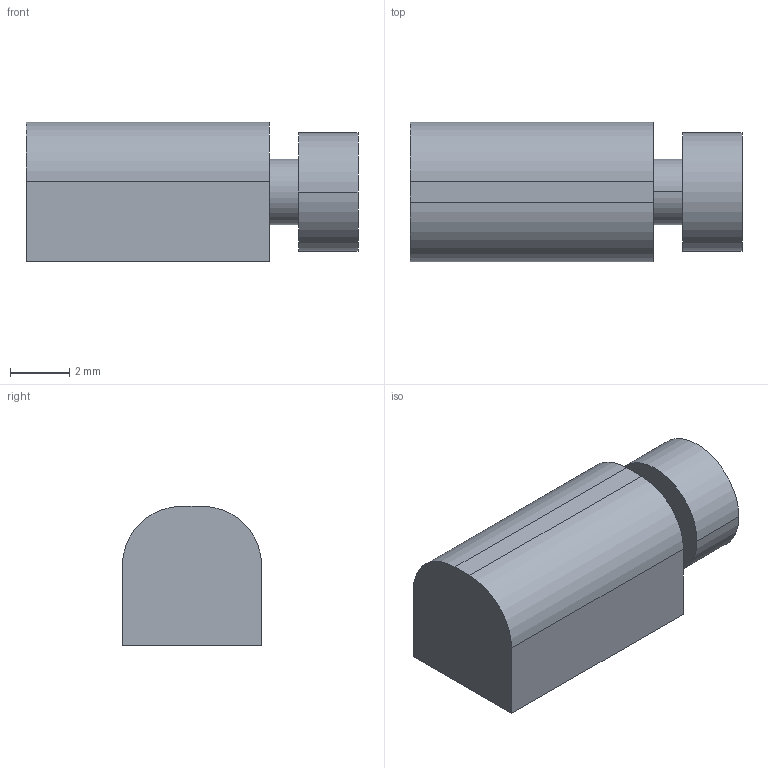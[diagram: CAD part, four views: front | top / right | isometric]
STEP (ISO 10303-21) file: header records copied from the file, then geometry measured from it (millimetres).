
FILE_DESCRIPTION((''),'2;1');
FILE_NAME('MD_1','2012-09-18T',('Administrator'),(''),'PRO/ENGINEER BY PARAMETRIC TECHNOLOGY CORPORATION, 2008230','PRO/ENGINEER BY PARAMETRIC TECHNOLOGY CORPORATION, 2008230','');
FILE_SCHEMA(('AUTOMOTIVE_DESIGN_CC2 { 1 2 10303 214 -1 1 5 2 }'));
Length unit declared in the file: millimetre
Products named in the file (1): MD_1
Bounding box: 11.2 x 4.7 x 4.7 mm (x, y, z)
Volume: 196 mm3; surface area: 230.4 mm2
Topology: 1 solids, 1 shells, 14 faces, 30 edges, 20 vertices
Faces by surface type: plane 8, cylinder 6
Entity records: 524 total; most frequent: DIRECTION 72, CARTESIAN_POINT 65, ORIENTED_EDGE 60, PRESENTATION_STYLE_ASSIGNMENT 32, STYLED_ITEM 32, CURVE_STYLE 31, EDGE_CURVE 30, AXIS2_PLACEMENT_3D 27
